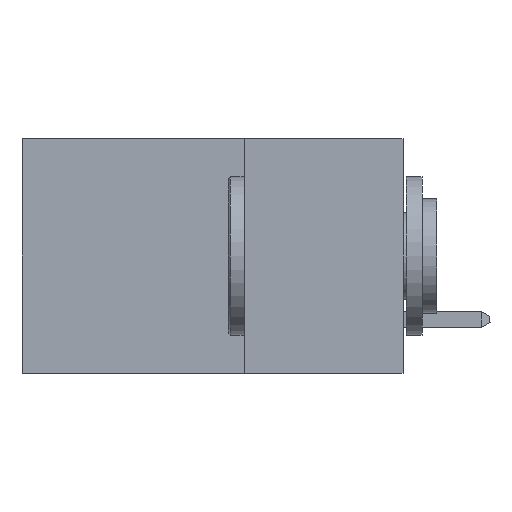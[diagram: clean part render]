
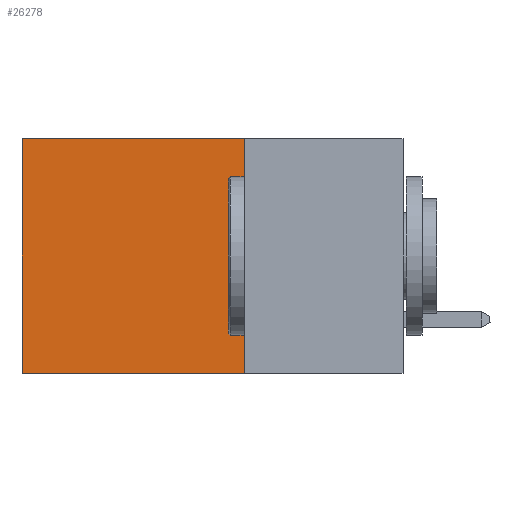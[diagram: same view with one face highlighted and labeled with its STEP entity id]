
A CAD part, left-side view. The second image highlights one B-rep face of the part: STEP entity #26278.
In plain terms, the highlighted planar face has unit normal (-1, 0, 0).
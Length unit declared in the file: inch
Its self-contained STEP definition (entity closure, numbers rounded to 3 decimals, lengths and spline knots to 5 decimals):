
#147 = DIRECTION ( 'NONE',  ( 0., 0., -1. ) ) ;
#198 = VERTEX_POINT ( 'NONE', #13351 ) ;
#286 = EDGE_CURVE ( 'NONE', #2740, #198, #9343, .T. ) ;
#828 = EDGE_CURVE ( 'NONE', #2740, #14080, #35285, .T. ) ;
#2193 = LINE ( 'NONE', #5549, #22727 ) ;
#2740 = VERTEX_POINT ( 'NONE', #3181 ) ;
#3181 = CARTESIAN_POINT ( 'NONE',  ( 0.2875, 0.25, 0. ) ) ;
#4175 = CARTESIAN_POINT ( 'NONE',  ( 0.2875, 0.6, -0.37 ) ) ;
#4671 = CARTESIAN_POINT ( 'NONE',  ( 0.2875, 0.25, 0. ) ) ;
#5051 = DIRECTION ( 'NONE',  ( 0., 1., 0. ) ) ;
#5549 = CARTESIAN_POINT ( 'NONE',  ( 0.2875, 0.25, -0.37 ) ) ;
#6158 = ORIENTED_EDGE ( 'NONE', *, *, #828, .F. ) ;
#9343 = LINE ( 'NONE', #4671, #30603 ) ;
#9723 = CARTESIAN_POINT ( 'NONE',  ( 0.2875, 0.25, -0.37 ) ) ;
#10938 = ORIENTED_EDGE ( 'NONE', *, *, #286, .T. ) ;
#12707 = ORIENTED_EDGE ( 'NONE', *, *, #22693, .F. ) ;
#13351 = CARTESIAN_POINT ( 'NONE',  ( 0.2875, 0.6, 0. ) ) ;
#14080 = VERTEX_POINT ( 'NONE', #9723 ) ;
#15511 = VERTEX_POINT ( 'NONE', #4175 ) ;
#15964 = DIRECTION ( 'NONE',  ( 1., 0., 0. ) ) ;
#16669 = DIRECTION ( 'NONE',  ( 0., 1., 0. ) ) ;
#19318 = EDGE_LOOP ( 'NONE', ( #23053, #12707, #6158, #10938 ) ) ;
#19701 = CARTESIAN_POINT ( 'NONE',  ( 0.2875, 0.6, 0. ) ) ;
#20652 = VECTOR ( 'NONE', #33388, 39.37008 ) ;
#21165 = VECTOR ( 'NONE', #147, 39.37008 ) ;
#22693 = EDGE_CURVE ( 'NONE', #14080, #15511, #2193, .T. ) ;
#22727 = VECTOR ( 'NONE', #16669, 39.37008 ) ;
#23053 = ORIENTED_EDGE ( 'NONE', *, *, #26553, .T. ) ;
#24234 = FACE_OUTER_BOUND ( 'NONE', #19318, .T. ) ;
#26278 = ADVANCED_FACE ( 'NONE', ( #24234 ), #27009, .F. ) ;
#26553 = EDGE_CURVE ( 'NONE', #198, #15511, #28511, .T. ) ;
#27009 = PLANE ( 'NONE',  #34298 ) ;
#28511 = LINE ( 'NONE', #19701, #21165 ) ;
#30603 = VECTOR ( 'NONE', #5051, 39.37008 ) ;
#30747 = CARTESIAN_POINT ( 'NONE',  ( 0.2875, 0.25, 0. ) ) ;
#32491 = CARTESIAN_POINT ( 'NONE',  ( 0.2875, 0.25, 0. ) ) ;
#33388 = DIRECTION ( 'NONE',  ( 0., 0., -1. ) ) ;
#34298 = AXIS2_PLACEMENT_3D ( 'NONE', #32491, #15964, #35265 ) ;
#35265 = DIRECTION ( 'NONE',  ( 0., 0., -1. ) ) ;
#35285 = LINE ( 'NONE', #30747, #20652 ) ;
